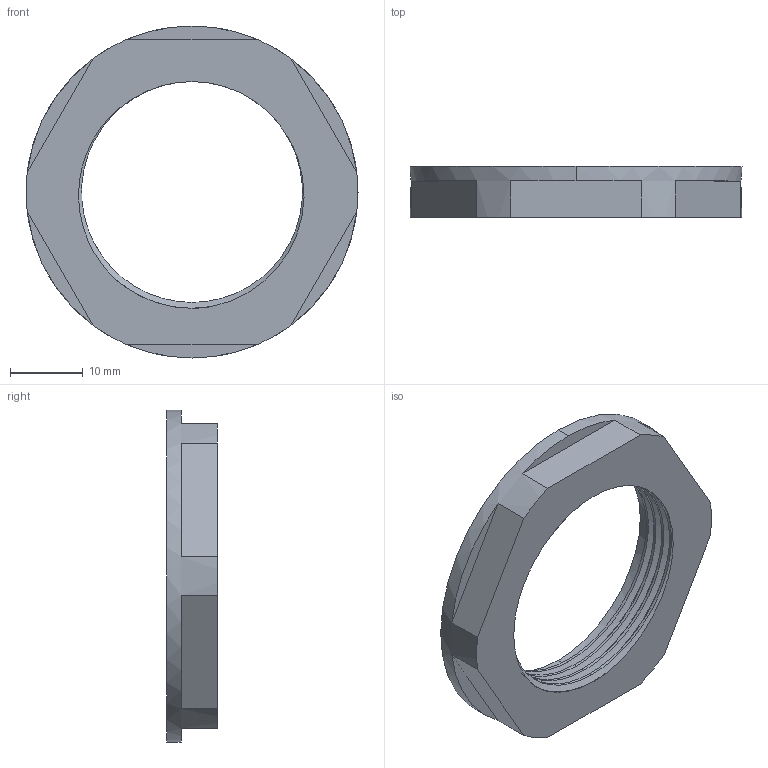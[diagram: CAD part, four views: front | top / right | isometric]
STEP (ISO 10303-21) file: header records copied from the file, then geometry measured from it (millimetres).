
FILE_DESCRIPTION (( 'STEP AP203' ), '1' );
FILE_NAME ('9023.STEP', '2020-07-28T14:17:48', ( '' ), ( '' ), 'SwSTEP 2.0', 'SolidWorks 2011', '' );
FILE_SCHEMA (( 'CONFIG_CONTROL_DESIGN' ));
Length unit declared in the file: millimetre
Products named in the file (1): 9023
Bounding box: 45.7 x 7 x 45.7 mm (x, y, z)
Volume: 5447.7 mm3; surface area: 3755 mm2
Topology: 1 solids, 1 shells, 40 faces, 110 edges, 72 vertices
Faces by surface type: cylinder 21, plane 14, bspline 5
Entity records: 1777 total; most frequent: CARTESIAN_POINT 786, ORIENTED_EDGE 220, DIRECTION 164, EDGE_CURVE 110, VERTEX_POINT 72, AXIS2_PLACEMENT_3D 58, LINE 48, VECTOR 48
